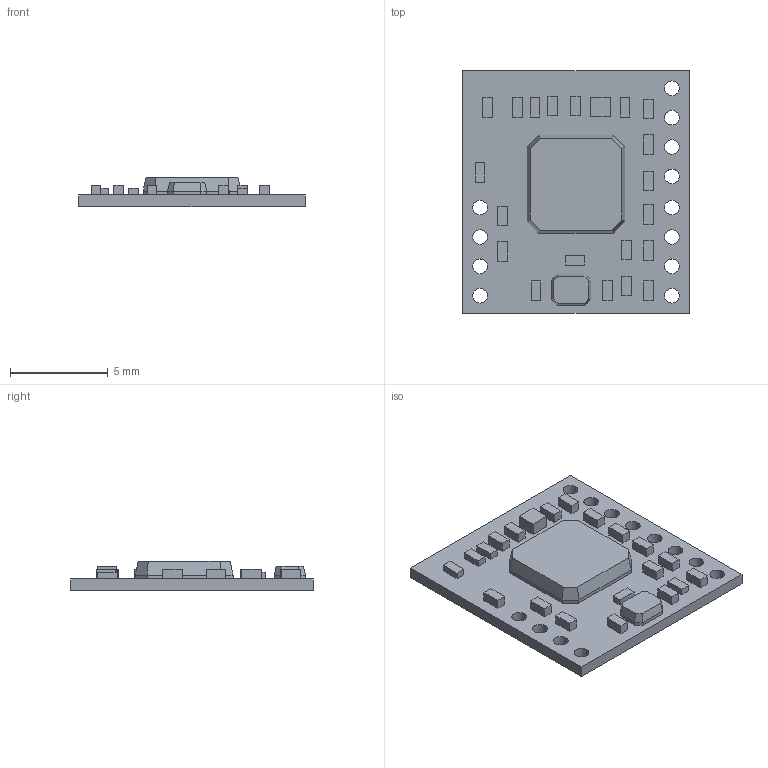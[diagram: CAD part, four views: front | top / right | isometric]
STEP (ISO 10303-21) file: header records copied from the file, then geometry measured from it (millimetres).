
FILE_DESCRIPTION(('CATIA V5 STEP Exchange'),'2;1');
FILE_NAME('nanohub-rev1-mechanical.stp','2017-02-19T19:52:33+00:00',('none'),('none'),'CATIA Version 5-6 Release 2016','CATIA V5 STEP AP203','none');
FILE_SCHEMA(('CONFIG_CONTROL_DESIGN'));
Length unit declared in the file: millimetre
Products named in the file (1): nanohub-rev2-mechanical
Bounding box: 11.6 x 12.4 x 1.5 mm (x, y, z)
Volume: 111.1 mm3; surface area: 370.7 mm2
Topology: 1 solids, 1 shells, 169 faces, 416 edges, 272 vertices
Faces by surface type: plane 145, cylinder 24
Entity records: 4655 total; most frequent: ORIENTED_EDGE 832, CARTESIAN_POINT 818, DIRECTION 626, EDGE_CURVE 416, VECTOR 352, LINE 352, VERTEX_POINT 272, EDGE_LOOP 216
